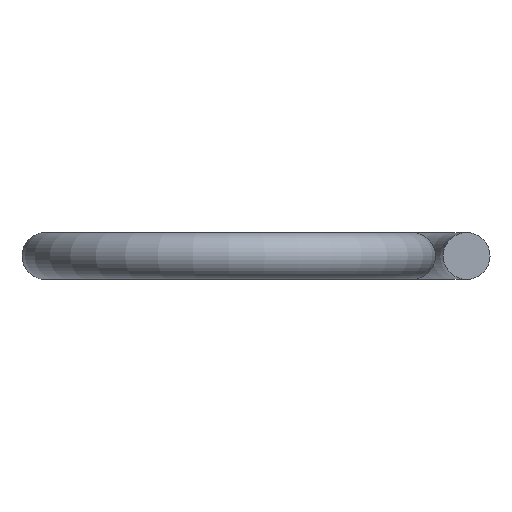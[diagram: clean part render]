
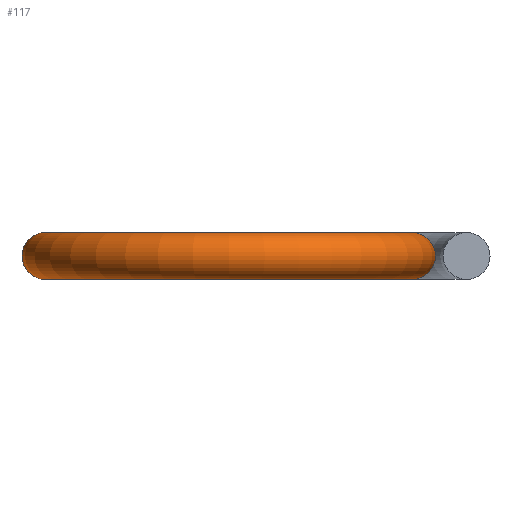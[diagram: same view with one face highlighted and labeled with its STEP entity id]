
A CAD part, front view. The second image highlights one B-rep face of the part: STEP entity #117.
In plain terms, the highlighted toroidal (fillet/blend) face has major radius 5.875 mm and minor radius 0.75 mm.
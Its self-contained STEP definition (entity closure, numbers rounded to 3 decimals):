
#18=TOROIDAL_SURFACE('',#154,5.875,0.75);
#23=FACE_OUTER_BOUND('',#32,.T.);
#32=EDGE_LOOP('',(#92,#93,#94,#95));
#50=CIRCLE('',#153,0.75);
#51=CIRCLE('',#155,5.125);
#52=CIRCLE('',#156,0.75);
#60=VERTEX_POINT('',#224);
#61=VERTEX_POINT('',#228);
#71=EDGE_CURVE('',#60,#60,#50,.T.);
#72=EDGE_CURVE('',#60,#61,#51,.T.);
#73=EDGE_CURVE('',#61,#61,#52,.T.);
#92=ORIENTED_EDGE('',*,*,#71,.F.);
#93=ORIENTED_EDGE('',*,*,#72,.T.);
#94=ORIENTED_EDGE('',*,*,#73,.T.);
#95=ORIENTED_EDGE('',*,*,#72,.F.);
#117=ADVANCED_FACE('',(#23),#18,.T.);
#153=AXIS2_PLACEMENT_3D('',#226,#184,#185);
#154=AXIS2_PLACEMENT_3D('',#227,#186,#187);
#155=AXIS2_PLACEMENT_3D('',#229,#188,#189);
#156=AXIS2_PLACEMENT_3D('',#230,#190,#191);
#184=DIRECTION('center_axis',(0.,1.,0.));
#185=DIRECTION('ref_axis',(-1.,0.,0.));
#186=DIRECTION('center_axis',(0.,0.,-1.));
#187=DIRECTION('ref_axis',(-1.,0.,0.));
#188=DIRECTION('center_axis',(0.,0.,1.));
#189=DIRECTION('ref_axis',(-1.,0.,0.));
#190=DIRECTION('center_axis',(0.,-1.,0.));
#191=DIRECTION('ref_axis',(1.,0.,0.));
#224=CARTESIAN_POINT('',(-6.,-32.375,0.));
#226=CARTESIAN_POINT('Origin',(-6.75,-32.375,0.));
#227=CARTESIAN_POINT('Origin',(-0.875,-32.375,0.));
#228=CARTESIAN_POINT('',(4.25,-32.375,0.));
#229=CARTESIAN_POINT('Origin',(-0.875,-32.375,0.));
#230=CARTESIAN_POINT('Origin',(5.,-32.375,0.));
